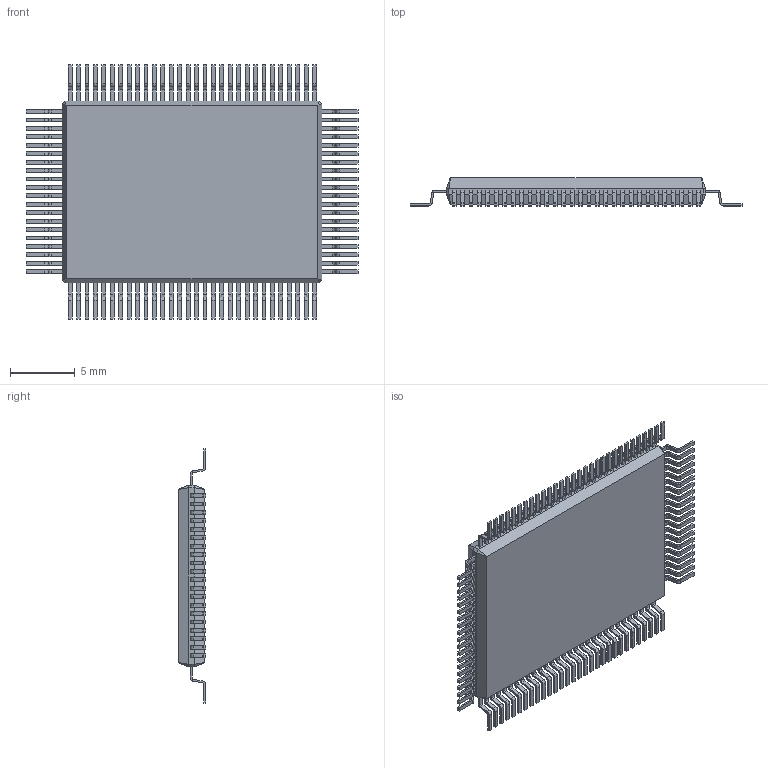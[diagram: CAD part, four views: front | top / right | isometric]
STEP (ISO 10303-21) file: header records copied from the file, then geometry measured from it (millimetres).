
FILE_DESCRIPTION((''),'2;1');
FILE_NAME('PQFP100_P0-65_L20_W14','2019-08-26T',('Dragos'),(''),'PRO/ENGINEER BY PARAMETRIC TECHNOLOGY CORPORATION, 2004440','PRO/ENGINEER BY PARAMETRIC TECHNOLOGY CORPORATION, 2004440','');
FILE_SCHEMA(('AUTOMOTIVE_DESIGN { 1 0 10303 214 1 1 1 1 }'));
Length unit declared in the file: millimetre
Products named in the file (1): PQFP100_P0-65_L20_W14
Bounding box: 25.6 x 2.15 x 19.6 mm (x, y, z)
Volume: 573.4 mm3; surface area: 990 mm2
Topology: 1 solids, 1 shells, 1548 faces, 4281 edges, 2850 vertices
Faces by surface type: plane 1146, cylinder 402
Entity records: 62402 total; most frequent: CARTESIAN_POINT 8679, ORIENTED_EDGE 8560, DIRECTION 8183, PRESENTATION_STYLE_ASSIGNMENT 4317, STYLED_ITEM 4283, CURVE_STYLE 4282, EDGE_CURVE 4280, VECTOR 3477
